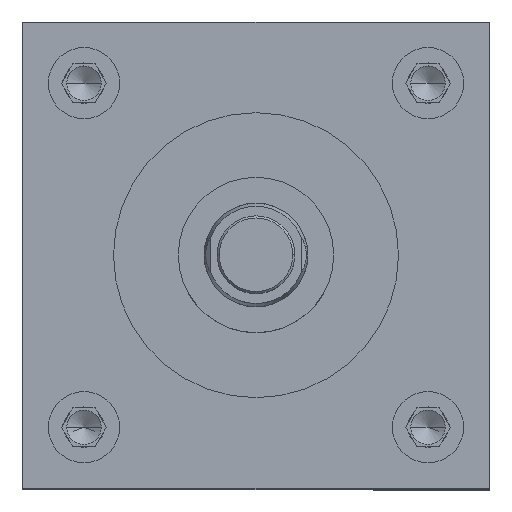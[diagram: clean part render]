
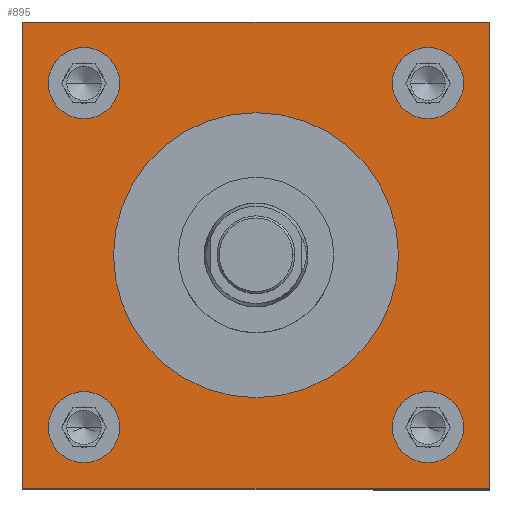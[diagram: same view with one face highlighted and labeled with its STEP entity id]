
A CAD part, top view. The second image highlights one B-rep face of the part: STEP entity #895.
In plain terms, the highlighted planar face has unit normal (0, 0, 1).
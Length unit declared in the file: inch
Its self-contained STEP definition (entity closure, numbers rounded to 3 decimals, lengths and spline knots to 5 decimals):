
#92 = EDGE_LOOP ( 'NONE', ( #6737, #2993 ) ) ;
#110 = VERTEX_POINT ( 'NONE', #6428 ) ;
#149 = EDGE_CURVE ( 'NONE', #4671, #1696, #6307, .T. ) ;
#191 = AXIS2_PLACEMENT_3D ( 'NONE', #2731, #4833, #3211 ) ;
#249 = CARTESIAN_POINT ( 'NONE',  ( 1.66, 1.66, 9.25 ) ) ;
#257 = EDGE_CURVE ( 'NONE', #5658, #4463, #6394, .T. ) ;
#267 = VERTEX_POINT ( 'NONE', #5875 ) ;
#279 = DIRECTION ( 'NONE',  ( 0., -1., 0. ) ) ;
#286 = VERTEX_POINT ( 'NONE', #3713 ) ;
#298 = CARTESIAN_POINT ( 'NONE',  ( -2.25, -2.25, 9.25 ) ) ;
#328 = AXIS2_PLACEMENT_3D ( 'NONE', #5477, #6624, #1674 ) ;
#456 = DIRECTION ( 'NONE',  ( 0., 0., 1. ) ) ;
#575 = DIRECTION ( 'NONE',  ( 0., 0., 1. ) ) ;
#619 = FACE_BOUND ( 'NONE', #92, .T. ) ;
#634 = DIRECTION ( 'NONE',  ( 0., 0., 1. ) ) ;
#782 = CARTESIAN_POINT ( 'NONE',  ( 0., 0., 9.25 ) ) ;
#809 = CIRCLE ( 'NONE', #6829, 0.3435 ) ;
#886 = AXIS2_PLACEMENT_3D ( 'NONE', #3126, #7087, #2539 ) ;
#895 = ADVANCED_FACE ( 'NONE', ( #619, #3340, #2758, #1159, #3879, #3443 ), #6645, .F. ) ;
#986 = EDGE_CURVE ( 'NONE', #3953, #6254, #3032, .T. ) ;
#1159 = FACE_BOUND ( 'NONE', #1778, .T. ) ;
#1173 = DIRECTION ( 'NONE',  ( 1., 0., 0. ) ) ;
#1489 = DIRECTION ( 'NONE',  ( 0., 0., 1. ) ) ;
#1666 = CARTESIAN_POINT ( 'NONE',  ( -2.0035, 1.66, 9.25 ) ) ;
#1674 = DIRECTION ( 'NONE',  ( 1., 0., 0. ) ) ;
#1696 = VERTEX_POINT ( 'NONE', #5342 ) ;
#1757 = CIRCLE ( 'NONE', #6952, 0.3435 ) ;
#1777 = CARTESIAN_POINT ( 'NONE',  ( 2.0035, -1.66, 9.25 ) ) ;
#1778 = EDGE_LOOP ( 'NONE', ( #3948, #2102 ) ) ;
#1855 = ORIENTED_EDGE ( 'NONE', *, *, #6128, .T. ) ;
#1868 = CIRCLE ( 'NONE', #2103, 1.375 ) ;
#2047 = EDGE_CURVE ( 'NONE', #5619, #110, #809, .T. ) ;
#2102 = ORIENTED_EDGE ( 'NONE', *, *, #2995, .F. ) ;
#2103 = AXIS2_PLACEMENT_3D ( 'NONE', #6594, #575, #3930 ) ;
#2118 = CIRCLE ( 'NONE', #2347, 0.3435 ) ;
#2214 = CARTESIAN_POINT ( 'NONE',  ( 1.375, 0., 9.25 ) ) ;
#2276 = VECTOR ( 'NONE', #4319, 39.37008 ) ;
#2286 = DIRECTION ( 'NONE',  ( 0., 0., -1. ) ) ;
#2347 = AXIS2_PLACEMENT_3D ( 'NONE', #3899, #3358, #5559 ) ;
#2412 = VERTEX_POINT ( 'NONE', #6132 ) ;
#2458 = DIRECTION ( 'NONE',  ( 1., 0., 0. ) ) ;
#2472 = EDGE_LOOP ( 'NONE', ( #2756, #4556, #3665, #1855 ) ) ;
#2539 = DIRECTION ( 'NONE',  ( 1., 0., 0. ) ) ;
#2565 = EDGE_CURVE ( 'NONE', #4112, #286, #2118, .T. ) ;
#2568 = EDGE_LOOP ( 'NONE', ( #5193, #4585 ) ) ;
#2581 = DIRECTION ( 'NONE',  ( 1., 0., 0. ) ) ;
#2635 = EDGE_CURVE ( 'NONE', #2412, #4671, #5157, .T. ) ;
#2731 = CARTESIAN_POINT ( 'NONE',  ( 1.66, 1.66, 9.25 ) ) ;
#2756 = ORIENTED_EDGE ( 'NONE', *, *, #2635, .T. ) ;
#2758 = FACE_BOUND ( 'NONE', #2568, .T. ) ;
#2799 = AXIS2_PLACEMENT_3D ( 'NONE', #5082, #634, #1173 ) ;
#2865 = DIRECTION ( 'NONE',  ( -1., 0., 0. ) ) ;
#2993 = ORIENTED_EDGE ( 'NONE', *, *, #4450, .F. ) ;
#2995 = EDGE_CURVE ( 'NONE', #5648, #267, #4136, .T. ) ;
#3018 = LINE ( 'NONE', #6910, #6079 ) ;
#3032 = CIRCLE ( 'NONE', #4759, 1.375 ) ;
#3126 = CARTESIAN_POINT ( 'NONE',  ( -1.66, -1.66, 9.25 ) ) ;
#3211 = DIRECTION ( 'NONE',  ( 1., 0., 0. ) ) ;
#3298 = ORIENTED_EDGE ( 'NONE', *, *, #4267, .F. ) ;
#3340 = FACE_BOUND ( 'NONE', #4197, .T. ) ;
#3358 = DIRECTION ( 'NONE',  ( 0., 0., 1. ) ) ;
#3403 = CARTESIAN_POINT ( 'NONE',  ( -2.25, 2.25, 9.25 ) ) ;
#3410 = CARTESIAN_POINT ( 'NONE',  ( 2.0035, 1.66, 9.25 ) ) ;
#3443 = FACE_OUTER_BOUND ( 'NONE', #2472, .T. ) ;
#3537 = DIRECTION ( 'NONE',  ( 1., 0., 0. ) ) ;
#3621 = DIRECTION ( 'NONE',  ( 0., 1., 0. ) ) ;
#3665 = ORIENTED_EDGE ( 'NONE', *, *, #5783, .T. ) ;
#3713 = CARTESIAN_POINT ( 'NONE',  ( -1.3165, -1.66, 9.25 ) ) ;
#3879 = FACE_BOUND ( 'NONE', #4308, .T. ) ;
#3899 = CARTESIAN_POINT ( 'NONE',  ( -1.66, -1.66, 9.25 ) ) ;
#3924 = EDGE_CURVE ( 'NONE', #4463, #5658, #4201, .T. ) ;
#3930 = DIRECTION ( 'NONE',  ( 1., 0., 0. ) ) ;
#3948 = ORIENTED_EDGE ( 'NONE', *, *, #4268, .F. ) ;
#3953 = VERTEX_POINT ( 'NONE', #5231 ) ;
#4112 = VERTEX_POINT ( 'NONE', #4795 ) ;
#4136 = CIRCLE ( 'NONE', #328, 0.3435 ) ;
#4182 = DIRECTION ( 'NONE',  ( 1., 0., 0. ) ) ;
#4197 = EDGE_LOOP ( 'NONE', ( #4749, #6251 ) ) ;
#4201 = CIRCLE ( 'NONE', #5715, 0.3435 ) ;
#4257 = DIRECTION ( 'NONE',  ( 1., 0., 0. ) ) ;
#4267 = EDGE_CURVE ( 'NONE', #6254, #3953, #1868, .T. ) ;
#4268 = EDGE_CURVE ( 'NONE', #267, #5648, #5916, .T. ) ;
#4308 = EDGE_LOOP ( 'NONE', ( #3298, #4919 ) ) ;
#4319 = DIRECTION ( 'NONE',  ( -1., 0., 0. ) ) ;
#4373 = AXIS2_PLACEMENT_3D ( 'NONE', #3403, #2286, #2865 ) ;
#4450 = EDGE_CURVE ( 'NONE', #110, #5619, #1757, .T. ) ;
#4463 = VERTEX_POINT ( 'NONE', #4897 ) ;
#4556 = ORIENTED_EDGE ( 'NONE', *, *, #149, .T. ) ;
#4564 = VECTOR ( 'NONE', #3537, 39.37008 ) ;
#4585 = ORIENTED_EDGE ( 'NONE', *, *, #2565, .F. ) ;
#4671 = VERTEX_POINT ( 'NONE', #298 ) ;
#4749 = ORIENTED_EDGE ( 'NONE', *, *, #257, .F. ) ;
#4759 = AXIS2_PLACEMENT_3D ( 'NONE', #782, #6863, #2458 ) ;
#4795 = CARTESIAN_POINT ( 'NONE',  ( -2.0035, -1.66, 9.25 ) ) ;
#4833 = DIRECTION ( 'NONE',  ( 0., 0., 1. ) ) ;
#4862 = CARTESIAN_POINT ( 'NONE',  ( -2.25, 2.25, 9.25 ) ) ;
#4897 = CARTESIAN_POINT ( 'NONE',  ( 1.3165, 1.66, 9.25 ) ) ;
#4919 = ORIENTED_EDGE ( 'NONE', *, *, #986, .F. ) ;
#5082 = CARTESIAN_POINT ( 'NONE',  ( -1.66, 1.66, 9.25 ) ) ;
#5122 = VECTOR ( 'NONE', #279, 39.37008 ) ;
#5152 = VERTEX_POINT ( 'NONE', #5480 ) ;
#5157 = LINE ( 'NONE', #5742, #5122 ) ;
#5193 = ORIENTED_EDGE ( 'NONE', *, *, #6515, .F. ) ;
#5198 = DIRECTION ( 'NONE',  ( 0., 0., 1. ) ) ;
#5231 = CARTESIAN_POINT ( 'NONE',  ( -1.375, 0., 9.25 ) ) ;
#5342 = CARTESIAN_POINT ( 'NONE',  ( 2.25, -2.25, 9.25 ) ) ;
#5477 = CARTESIAN_POINT ( 'NONE',  ( -1.66, 1.66, 9.25 ) ) ;
#5480 = CARTESIAN_POINT ( 'NONE',  ( 2.25, 2.25, 9.25 ) ) ;
#5559 = DIRECTION ( 'NONE',  ( 1., 0., 0. ) ) ;
#5619 = VERTEX_POINT ( 'NONE', #1777 ) ;
#5648 = VERTEX_POINT ( 'NONE', #1666 ) ;
#5658 = VERTEX_POINT ( 'NONE', #3410 ) ;
#5715 = AXIS2_PLACEMENT_3D ( 'NONE', #249, #5198, #4182 ) ;
#5742 = CARTESIAN_POINT ( 'NONE',  ( -2.25, -2.25, 9.25 ) ) ;
#5783 = EDGE_CURVE ( 'NONE', #1696, #5152, #3018, .T. ) ;
#5836 = CARTESIAN_POINT ( 'NONE',  ( 1.66, -1.66, 9.25 ) ) ;
#5839 = CARTESIAN_POINT ( 'NONE',  ( 1.66, -1.66, 9.25 ) ) ;
#5875 = CARTESIAN_POINT ( 'NONE',  ( -1.3165, 1.66, 9.25 ) ) ;
#5916 = CIRCLE ( 'NONE', #2799, 0.3435 ) ;
#6079 = VECTOR ( 'NONE', #3621, 39.37008 ) ;
#6128 = EDGE_CURVE ( 'NONE', #5152, #2412, #6407, .T. ) ;
#6132 = CARTESIAN_POINT ( 'NONE',  ( -2.25, 2.25, 9.25 ) ) ;
#6251 = ORIENTED_EDGE ( 'NONE', *, *, #3924, .F. ) ;
#6254 = VERTEX_POINT ( 'NONE', #2214 ) ;
#6307 = LINE ( 'NONE', #6410, #4564 ) ;
#6394 = CIRCLE ( 'NONE', #191, 0.3435 ) ;
#6407 = LINE ( 'NONE', #4862, #2276 ) ;
#6410 = CARTESIAN_POINT ( 'NONE',  ( -2.25, -2.25, 9.25 ) ) ;
#6428 = CARTESIAN_POINT ( 'NONE',  ( 1.3165, -1.66, 9.25 ) ) ;
#6515 = EDGE_CURVE ( 'NONE', #286, #4112, #6901, .T. ) ;
#6594 = CARTESIAN_POINT ( 'NONE',  ( 0., 0., 9.25 ) ) ;
#6624 = DIRECTION ( 'NONE',  ( 0., 0., 1. ) ) ;
#6645 = PLANE ( 'NONE',  #4373 ) ;
#6737 = ORIENTED_EDGE ( 'NONE', *, *, #2047, .F. ) ;
#6829 = AXIS2_PLACEMENT_3D ( 'NONE', #5839, #1489, #4257 ) ;
#6863 = DIRECTION ( 'NONE',  ( 0., 0., 1. ) ) ;
#6901 = CIRCLE ( 'NONE', #886, 0.3435 ) ;
#6910 = CARTESIAN_POINT ( 'NONE',  ( 2.25, -2.25, 9.25 ) ) ;
#6952 = AXIS2_PLACEMENT_3D ( 'NONE', #5836, #456, #2581 ) ;
#7087 = DIRECTION ( 'NONE',  ( 0., 0., 1. ) ) ;
